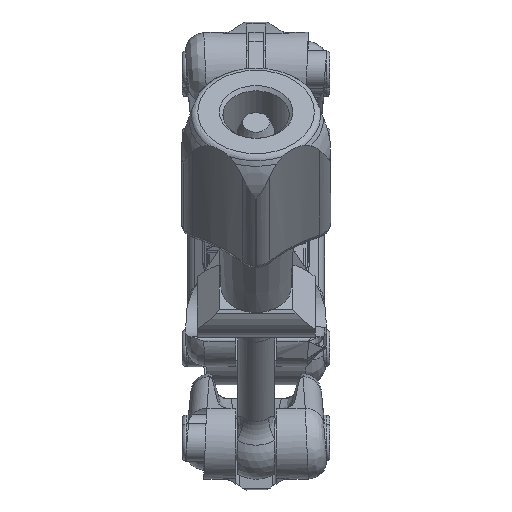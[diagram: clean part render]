
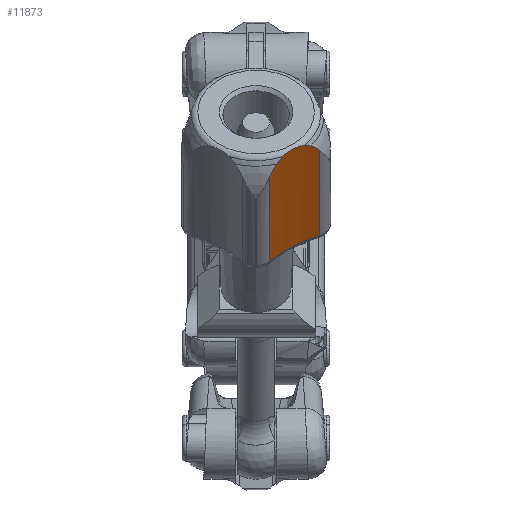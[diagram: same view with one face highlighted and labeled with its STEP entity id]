
A CAD part, front view. The second image highlights one B-rep face of the part: STEP entity #11873.
In plain terms, the highlighted cylindrical face has radius 20 mm (diameter 40 mm), a partial arc.
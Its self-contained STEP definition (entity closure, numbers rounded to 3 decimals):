
#287=CIRCLE('',#12795,20.);
#491=CYLINDRICAL_SURFACE('',#12794,20.);
#854=B_SPLINE_CURVE_WITH_KNOTS('',3,(#22720,#22721,#22722,#22723),
 .UNSPECIFIED.,.F.,.F.,(4,4),(0.,0.002),
 .UNSPECIFIED.);
#855=B_SPLINE_CURVE_WITH_KNOTS('',3,(#22725,#22726,#22727,#22728,#22729,
#22730),.UNSPECIFIED.,.F.,.F.,(4,2,4),(1.187,1.28,
1.304),.UNSPECIFIED.);
#856=B_SPLINE_CURVE_WITH_KNOTS('',3,(#22732,#22733,#22734,#22735,#22736,
#22737,#22738),.UNSPECIFIED.,.F.,.F.,(4,1,1,1,4),(-0.002,
-0.002,-0.001,0.,0.001),
 .UNSPECIFIED.);
#857=B_SPLINE_CURVE_WITH_KNOTS('',3,(#22740,#22741,#22742,#22743,#22744,
#22745),.UNSPECIFIED.,.F.,.F.,(4,2,4),(1.691,1.715,
1.808),.UNSPECIFIED.);
#858=B_SPLINE_CURVE_WITH_KNOTS('',3,(#22747,#22748,#22749,#22750),
 .UNSPECIFIED.,.F.,.F.,(4,4),(0.,0.002),
 .UNSPECIFIED.);
#3863=ORIENTED_EDGE('',*,*,#5840,.F.);
#3864=ORIENTED_EDGE('',*,*,#5841,.F.);
#3865=ORIENTED_EDGE('',*,*,#5842,.T.);
#3866=ORIENTED_EDGE('',*,*,#5843,.T.);
#3867=ORIENTED_EDGE('',*,*,#5844,.T.);
#3868=ORIENTED_EDGE('',*,*,#5845,.T.);
#3869=ORIENTED_EDGE('',*,*,#5846,.T.);
#3870=ORIENTED_EDGE('',*,*,#5847,.T.);
#5840=EDGE_CURVE('',#7085,#7086,#287,.T.);
#5841=EDGE_CURVE('',#7087,#7085,#8330,.T.);
#5842=EDGE_CURVE('',#7087,#7088,#854,.T.);
#5843=EDGE_CURVE('',#7088,#7089,#855,.T.);
#5844=EDGE_CURVE('',#7089,#7090,#856,.T.);
#5845=EDGE_CURVE('',#7090,#7091,#857,.T.);
#5846=EDGE_CURVE('',#7091,#7092,#858,.T.);
#5847=EDGE_CURVE('',#7092,#7086,#8331,.T.);
#7085=VERTEX_POINT('',#22716);
#7086=VERTEX_POINT('',#22717);
#7087=VERTEX_POINT('',#22719);
#7088=VERTEX_POINT('',#22724);
#7089=VERTEX_POINT('',#22731);
#7090=VERTEX_POINT('',#22739);
#7091=VERTEX_POINT('',#22746);
#7092=VERTEX_POINT('',#22751);
#8330=LINE('',#22718,#9453);
#8331=LINE('',#22752,#9454);
#9453=VECTOR('',#15402,1000.);
#9454=VECTOR('',#15403,1000.);
#10086=EDGE_LOOP('',(#3863,#3864,#3865,#3866,#3867,#3868,#3869,#3870));
#10798=FACE_BOUND('',#10086,.T.);
#11873=ADVANCED_FACE('',(#10798),#491,.F.);
#12794=AXIS2_PLACEMENT_3D('',#22714,#15398,#15399);
#12795=AXIS2_PLACEMENT_3D('',#22715,#15400,#15401);
#15398=DIRECTION('',(0.,0.,-1.));
#15399=DIRECTION('',(0.406,-0.914,0.));
#15400=DIRECTION('',(0.,0.,1.));
#15401=DIRECTION('',(0.588,-0.809,0.));
#15402=DIRECTION('',(0.,0.,-1.));
#15403=DIRECTION('',(0.,0.,-1.));
#22714=CARTESIAN_POINT('',(-16.737,23.037,0.));
#22715=CARTESIAN_POINT('',(-16.737,23.037,-2.));
#22716=CARTESIAN_POINT('',(-8.623,4.757,-2.));
#22717=CARTESIAN_POINT('',(-1.859,9.671,-2.));
#22718=CARTESIAN_POINT('',(-8.623,4.757,14.373));
#22719=CARTESIAN_POINT('',(-8.623,4.757,14.373));
#22720=CARTESIAN_POINT('',(-8.623,4.757,14.373));
#22721=CARTESIAN_POINT('',(-8.303,4.899,14.929));
#22722=CARTESIAN_POINT('',(-7.916,5.08,15.415));
#22723=CARTESIAN_POINT('',(-7.457,5.32,15.821));
#22724=CARTESIAN_POINT('',(-7.457,5.32,15.821));
#22725=CARTESIAN_POINT('',(-7.457,5.32,15.821));
#22726=CARTESIAN_POINT('',(-7.227,5.441,16.023));
#22727=CARTESIAN_POINT('',(-6.989,5.571,16.212));
#22728=CARTESIAN_POINT('',(-6.682,5.748,16.42));
#22729=CARTESIAN_POINT('',(-6.619,5.785,16.461));
#22730=CARTESIAN_POINT('',(-6.556,5.823,16.5));
#22731=CARTESIAN_POINT('',(-6.556,5.823,16.5));
#22732=CARTESIAN_POINT('',(-6.556,5.823,16.5));
#22733=CARTESIAN_POINT('',(-6.308,5.969,16.652));
#22734=CARTESIAN_POINT('',(-5.766,6.305,16.784));
#22735=CARTESIAN_POINT('',(-4.979,6.849,16.837));
#22736=CARTESIAN_POINT('',(-4.213,7.433,16.784));
#22737=CARTESIAN_POINT('',(-3.727,7.844,16.652));
#22738=CARTESIAN_POINT('',(-3.512,8.034,16.5));
#22739=CARTESIAN_POINT('',(-3.512,8.034,16.5));
#22740=CARTESIAN_POINT('',(-3.512,8.034,16.5));
#22741=CARTESIAN_POINT('',(-3.456,8.083,16.461));
#22742=CARTESIAN_POINT('',(-3.401,8.132,16.42));
#22743=CARTESIAN_POINT('',(-3.138,8.369,16.212));
#22744=CARTESIAN_POINT('',(-2.941,8.555,16.023));
#22745=CARTESIAN_POINT('',(-2.756,8.736,15.821));
#22746=CARTESIAN_POINT('',(-2.756,8.736,15.821));
#22747=CARTESIAN_POINT('',(-2.756,8.736,15.821));
#22748=CARTESIAN_POINT('',(-2.385,9.098,15.415));
#22749=CARTESIAN_POINT('',(-2.093,9.411,14.929));
#22750=CARTESIAN_POINT('',(-1.859,9.671,14.373));
#22751=CARTESIAN_POINT('',(-1.859,9.671,14.373));
#22752=CARTESIAN_POINT('',(-1.859,9.671,14.373));
